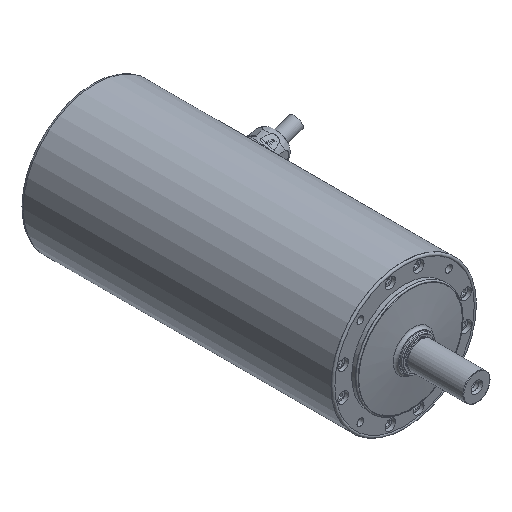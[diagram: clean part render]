
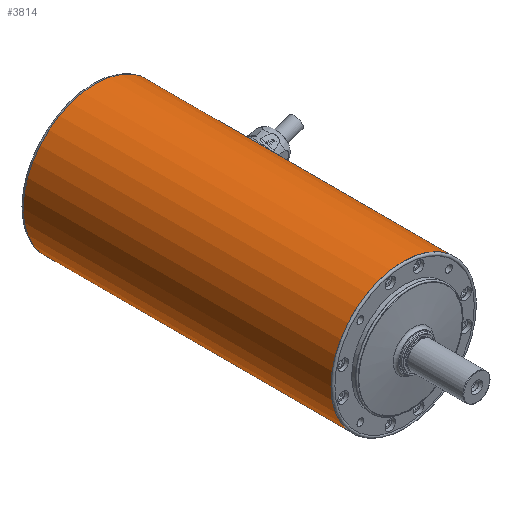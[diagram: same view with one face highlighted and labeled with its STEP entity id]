
A CAD part, isometric view. The second image highlights one B-rep face of the part: STEP entity #3814.
In plain terms, the highlighted cylindrical face has radius 75 mm (diameter 150 mm), a full revolution.
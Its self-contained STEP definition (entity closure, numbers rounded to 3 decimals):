
#2200=ELLIPSE('',#15829,219.285,75.);
#2201=ELLIPSE('',#15833,219.285,75.);
#2202=ELLIPSE('',#15835,219.285,75.);
#2203=ELLIPSE('',#15838,219.285,75.);
#2205=LINE('',#21647,#2549);
#2206=LINE('',#21649,#2550);
#2209=LINE('',#21660,#2553);
#2210=LINE('',#21662,#2554);
#2549=VECTOR('',#17673,1.);
#2550=VECTOR('',#17674,1.);
#2553=VECTOR('',#17687,1.);
#2554=VECTOR('',#17688,1.);
#3814=ADVANCED_FACE('',(#5266,#5267,#5268,#5269),#4858,.T.);
#4858=CYLINDRICAL_SURFACE('',#15841,75.);
#5266=FACE_BOUND('',#6850,.T.);
#5267=FACE_BOUND('',#6851,.T.);
#5268=FACE_BOUND('',#6852,.T.);
#5269=FACE_BOUND('',#6853,.T.);
#6850=EDGE_LOOP('',(#8727));
#6851=EDGE_LOOP('',(#8728,#8729,#8730,#8731));
#6852=EDGE_LOOP('',(#8732,#8733,#8734,#8735));
#6853=EDGE_LOOP('',(#8736));
#8727=ORIENTED_EDGE('',*,*,#13360,.T.);
#8728=ORIENTED_EDGE('',*,*,#13359,.F.);
#8729=ORIENTED_EDGE('',*,*,#13357,.F.);
#8730=ORIENTED_EDGE('',*,*,#13355,.F.);
#8731=ORIENTED_EDGE('',*,*,#13356,.F.);
#8732=ORIENTED_EDGE('',*,*,#13353,.F.);
#8733=ORIENTED_EDGE('',*,*,#13351,.F.);
#8734=ORIENTED_EDGE('',*,*,#13348,.F.);
#8735=ORIENTED_EDGE('',*,*,#13350,.F.);
#8736=ORIENTED_EDGE('',*,*,#13346,.T.);
#11999=VERTEX_POINT('',#21638);
#12000=VERTEX_POINT('',#21641);
#12001=VERTEX_POINT('',#21642);
#12003=VERTEX_POINT('',#21648);
#12004=VERTEX_POINT('',#21650);
#12005=VERTEX_POINT('',#21656);
#12006=VERTEX_POINT('',#21657);
#12007=VERTEX_POINT('',#21661);
#12008=VERTEX_POINT('',#21663);
#12009=VERTEX_POINT('',#21669);
#13346=EDGE_CURVE('',#11999,#11999,#14997,.T.);
#13348=EDGE_CURVE('',#12000,#12001,#2200,.T.);
#13350=EDGE_CURVE('',#12003,#12000,#2205,.T.);
#13351=EDGE_CURVE('',#12001,#12004,#2206,.T.);
#13353=EDGE_CURVE('',#12004,#12003,#2201,.T.);
#13355=EDGE_CURVE('',#12005,#12006,#2202,.T.);
#13356=EDGE_CURVE('',#12007,#12005,#2209,.T.);
#13357=EDGE_CURVE('',#12006,#12008,#2210,.T.);
#13359=EDGE_CURVE('',#12008,#12007,#2203,.T.);
#13360=EDGE_CURVE('',#12009,#12009,#14999,.T.);
#14997=CIRCLE('',#15827,75.);
#14999=CIRCLE('',#15840,75.);
#15827=AXIS2_PLACEMENT_3D('',#21637,#17662,#17663);
#15829=AXIS2_PLACEMENT_3D('',#21643,#17667,#17668);
#15833=AXIS2_PLACEMENT_3D('',#21653,#17678,#17679);
#15835=AXIS2_PLACEMENT_3D('',#21658,#17683,#17684);
#15838=AXIS2_PLACEMENT_3D('',#21666,#17692,#17693);
#15840=AXIS2_PLACEMENT_3D('',#21668,#17696,#17697);
#15841=AXIS2_PLACEMENT_3D('',#21670,#17698,#17699);
#17662=DIRECTION('',(0.,-1.,0.));
#17663=DIRECTION('',(0.,0.,1.));
#17667=DIRECTION('',(0.894,0.342,0.29));
#17668=DIRECTION('',(-0.325,0.94,-0.106));
#17673=DIRECTION('',(0.,-1.,0.));
#17674=DIRECTION('',(0.,1.,0.));
#17678=DIRECTION('',(0.894,-0.342,0.29));
#17679=DIRECTION('',(0.325,0.94,0.106));
#17683=DIRECTION('',(0.894,0.342,-0.29));
#17684=DIRECTION('',(-0.325,0.94,0.106));
#17687=DIRECTION('',(0.,-1.,0.));
#17688=DIRECTION('',(0.,1.,0.));
#17692=DIRECTION('',(0.894,-0.342,-0.29));
#17693=DIRECTION('',(0.325,0.94,-0.106));
#17696=DIRECTION('',(0.,1.,0.));
#17697=DIRECTION('',(0.,0.,1.));
#17698=DIRECTION('',(0.,1.,0.));
#17699=DIRECTION('',(0.,0.,1.));
#21637=CARTESIAN_POINT('',(0.,321.141,0.));
#21638=CARTESIAN_POINT('',(0.,321.141,75.));
#21641=CARTESIAN_POINT('',(62.189,201.,41.923));
#21642=CARTESIAN_POINT('',(74.954,201.,2.637));
#21643=CARTESIAN_POINT('',(0.,399.093,0.));
#21647=CARTESIAN_POINT('',(62.189,0.,41.923));
#21648=CARTESIAN_POINT('',(62.189,243.,41.923));
#21649=CARTESIAN_POINT('',(74.954,0.,2.637));
#21650=CARTESIAN_POINT('',(74.954,243.,2.637));
#21653=CARTESIAN_POINT('',(0.,44.907,0.));
#21656=CARTESIAN_POINT('',(74.954,201.,-2.637));
#21657=CARTESIAN_POINT('',(62.189,201.,-41.923));
#21658=CARTESIAN_POINT('',(0.,399.093,0.));
#21660=CARTESIAN_POINT('',(74.954,0.,-2.637));
#21661=CARTESIAN_POINT('',(74.954,243.,-2.637));
#21662=CARTESIAN_POINT('',(62.189,0.,-41.923));
#21663=CARTESIAN_POINT('',(62.189,243.,-41.923));
#21666=CARTESIAN_POINT('',(0.,44.907,0.));
#21668=CARTESIAN_POINT('',(0.,1.5,0.));
#21669=CARTESIAN_POINT('',(0.,1.5,75.));
#21670=CARTESIAN_POINT('',(0.,0.,0.));
